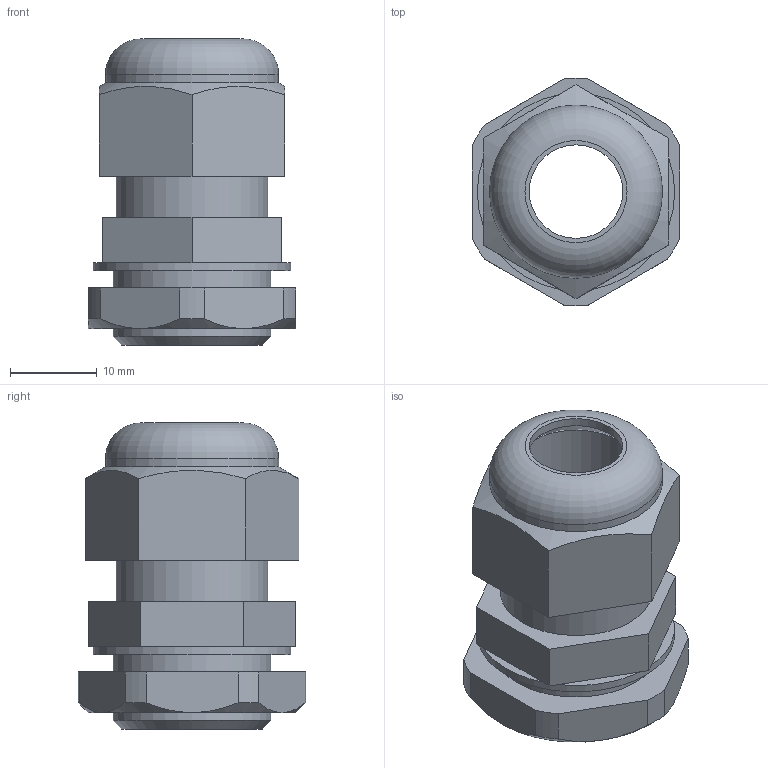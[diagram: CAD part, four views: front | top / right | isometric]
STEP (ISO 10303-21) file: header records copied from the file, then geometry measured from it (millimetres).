
FILE_DESCRIPTION(('FreeCAD Model'),'2;1');
FILE_NAME('Open CASCADE Shape Model','2023-01-13T12:05:14',(''),(''), 'Open CASCADE STEP processor 7.6','FreeCAD','Unknown');
FILE_SCHEMA(('AUTOMOTIVE_DESIGN { 1 0 10303 214 1 1 1 1 }'));
Length unit declared in the file: millimetre
Products named in the file (5): PG11_Gland; Body; Body001; Body002; Body003
Assembly tree (4 placements, depth 2):
  PG11_Gland
    Body
    Body001
    Body002
    Body003
Bounding box: 24 x 26.24 x 35.37 mm (x, y, z)
Volume: 7100 mm3; surface area: 7430.7 mm2
Topology: 4 solids, 4 shells, 58 faces, 129 edges, 81 vertices
Faces by surface type: plane 28, cylinder 16, cone 13, torus 1
Full cylindrical faces by diameter (mm): 10.8 x1, 13.75 x1, 17.5 x1, 17.6 x1, 18.2 x2, 18.22 x1, 20 x1, 22.8 x1
Entity records: 1752 total; most frequent: DIRECTION 319, CARTESIAN_POINT 273, ORIENTED_EDGE 258, EDGE_CURVE 129, AXIS2_PLACEMENT_3D 127, VERTEX_POINT 81, FACE_BOUND 68, EDGE_LOOP 68
